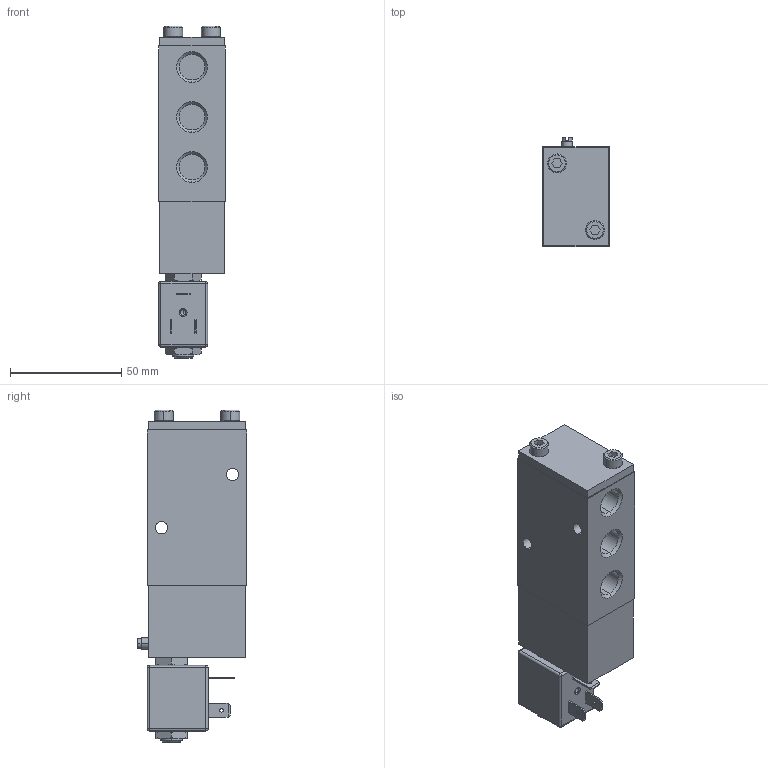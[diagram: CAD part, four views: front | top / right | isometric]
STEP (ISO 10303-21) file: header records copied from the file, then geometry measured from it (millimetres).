
FILE_DESCRIPTION((''),'2;1');
FILE_NAME('512946W0B12_INGOMBRO_ASM','2009-07-21T',('romeri'),('O.D.E.'),'PRO/ENGINEER BY PARAMETRIC TECHNOLOGY CORPORATION, 2005450','PRO/ENGINEER BY PARAMETRIC TECHNOLOGY CORPORATION, 2005450','');
FILE_SCHEMA(('CONFIG_CONTROL_DESIGN'));
Length unit declared in the file: millimetre
Products named in the file (10): 2946_B_IMGOMBRO; 452369_INGOMBRO; 451749_INGOMBRO; 452074_INGOMBRO; BOBINA_5_W_INGOMBRO; 452571; 450146; 450576_INGOMBRO; VITE_T_CIL_ESAG-INC_M5X10; 512946W0B12_INGOMBRO_ASM
Assembly tree (12 placements, depth 2):
  512946W0B12_INGOMBRO_ASM
    2946_B_IMGOMBRO
    452369_INGOMBRO
    451749_INGOMBRO
    452074_INGOMBRO
    BOBINA_5_W_INGOMBRO
    452571
    450146
    450576_INGOMBRO
    VITE_T_CIL_ESAG-INC_M5X10  x4
Bounding box: 30 x 49.5 x 149.45 mm (x, y, z)
Volume: 146653.6 mm3; surface area: 41633.9 mm2
Topology: 12 solids, 21 shells, 438 faces, 972 edges, 597 vertices
Faces by surface type: plane 180, cylinder 144, cone 92, torus 14, sphere 8
Entity records: 13403 total; most frequent: CARTESIAN_POINT 2213, DIRECTION 1889, ORIENTED_EDGE 1616, EDGE_CURVE 816, AXIS2_PLACEMENT_3D 737, PRESENTATION_STYLE_ASSIGNMENT 586, STYLED_ITEM 548, VERTEX_POINT 513
